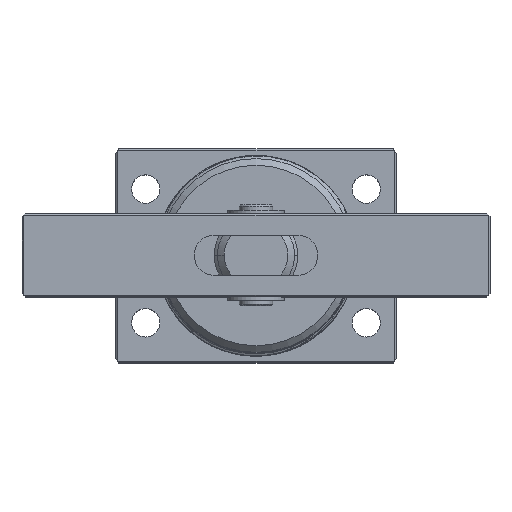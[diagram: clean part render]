
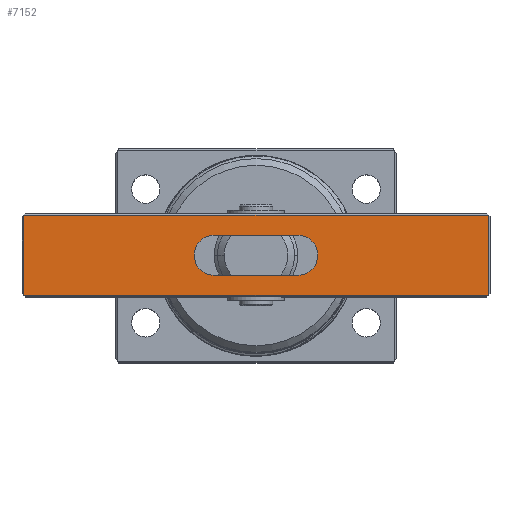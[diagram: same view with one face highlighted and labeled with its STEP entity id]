
A CAD part, top view. The second image highlights one B-rep face of the part: STEP entity #7152.
In plain terms, the highlighted planar face has unit normal (0, 0, 1).
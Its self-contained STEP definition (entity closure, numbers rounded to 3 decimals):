
#39 = VECTOR ( 'NONE', #5125, 1000. ) ;
#177 = CARTESIAN_POINT ( 'NONE',  ( -12.5, 0., 25. ) ) ;
#193 = ORIENTED_EDGE ( 'NONE', *, *, #6475, .T. ) ;
#279 = VERTEX_POINT ( 'NONE', #421 ) ;
#310 = CARTESIAN_POINT ( 'NONE',  ( -12.5, -6., 25. ) ) ;
#332 = LINE ( 'NONE', #10410, #39 ) ;
#421 = CARTESIAN_POINT ( 'NONE',  ( 12.5, -6., 25. ) ) ;
#614 = VERTEX_POINT ( 'NONE', #5480 ) ;
#774 = VECTOR ( 'NONE', #6494, 1000. ) ;
#813 = PLANE ( 'NONE',  #10401 ) ;
#873 = AXIS2_PLACEMENT_3D ( 'NONE', #4709, #10922, #5612 ) ;
#1084 = DIRECTION ( 'NONE',  ( 1., 0., 0. ) ) ;
#1145 = CARTESIAN_POINT ( 'NONE',  ( -12.5, 0., 25. ) ) ;
#1764 = VECTOR ( 'NONE', #7530, 1000. ) ;
#1776 = EDGE_CURVE ( 'NONE', #8761, #2542, #5096, .T. ) ;
#1823 = EDGE_LOOP ( 'NONE', ( #7622, #2379, #5757, #10529, #4606 ) ) ;
#1836 = EDGE_CURVE ( 'NONE', #2542, #614, #9792, .T. ) ;
#1888 = CIRCLE ( 'NONE', #873, 6. ) ;
#1916 = VECTOR ( 'NONE', #4089, 1000. ) ;
#1943 = EDGE_CURVE ( 'NONE', #5089, #10048, #4272, .T. ) ;
#2031 = DIRECTION ( 'NONE',  ( 1., 0., 0. ) ) ;
#2039 = CARTESIAN_POINT ( 'NONE',  ( 70., -12., 25. ) ) ;
#2379 = ORIENTED_EDGE ( 'NONE', *, *, #1836, .F. ) ;
#2542 = VERTEX_POINT ( 'NONE', #11247 ) ;
#2608 = DIRECTION ( 'NONE',  ( 1., 0., 0. ) ) ;
#2878 = CARTESIAN_POINT ( 'NONE',  ( 69.5, -12., 25. ) ) ;
#2971 = ORIENTED_EDGE ( 'NONE', *, *, #1943, .T. ) ;
#3208 = ORIENTED_EDGE ( 'NONE', *, *, #4143, .T. ) ;
#3210 = DIRECTION ( 'NONE',  ( -1., 0., 0. ) ) ;
#4089 = DIRECTION ( 'NONE',  ( 0., 1., 0. ) ) ;
#4143 = EDGE_CURVE ( 'NONE', #10518, #5089, #8280, .T. ) ;
#4272 = LINE ( 'NONE', #2039, #11359 ) ;
#4523 = FACE_OUTER_BOUND ( 'NONE', #9625, .T. ) ;
#4592 = VERTEX_POINT ( 'NONE', #6593 ) ;
#4606 = ORIENTED_EDGE ( 'NONE', *, *, #5226, .F. ) ;
#4619 = CARTESIAN_POINT ( 'NONE',  ( -12.5, 6., 25. ) ) ;
#4709 = CARTESIAN_POINT ( 'NONE',  ( 12.5, 0., 25. ) ) ;
#4900 = CARTESIAN_POINT ( 'NONE',  ( -69.5, -12.5, 25. ) ) ;
#5089 = VERTEX_POINT ( 'NONE', #9771 ) ;
#5096 = CIRCLE ( 'NONE', #6514, 6. ) ;
#5125 = DIRECTION ( 'NONE',  ( -1., 0., 0. ) ) ;
#5226 = EDGE_CURVE ( 'NONE', #279, #4592, #1888, .T. ) ;
#5389 = ORIENTED_EDGE ( 'NONE', *, *, #10512, .T. ) ;
#5480 = CARTESIAN_POINT ( 'NONE',  ( -12.5, -6., 25. ) ) ;
#5612 = DIRECTION ( 'NONE',  ( 1., 0., 0. ) ) ;
#5757 = ORIENTED_EDGE ( 'NONE', *, *, #1776, .F. ) ;
#6106 = CARTESIAN_POINT ( 'NONE',  ( 0., 0., 25. ) ) ;
#6377 = DIRECTION ( 'NONE',  ( 0., 0., 1. ) ) ;
#6475 = EDGE_CURVE ( 'NONE', #10048, #8766, #8985, .T. ) ;
#6494 = DIRECTION ( 'NONE',  ( 1., 0., 0. ) ) ;
#6514 = AXIS2_PLACEMENT_3D ( 'NONE', #1145, #7332, #2031 ) ;
#6593 = CARTESIAN_POINT ( 'NONE',  ( 12.5, 6., 25. ) ) ;
#6961 = EDGE_CURVE ( 'NONE', #4592, #8761, #8286, .T. ) ;
#7152 = ADVANCED_FACE ( 'NONE', ( #4523, #9536 ), #813, .T. ) ;
#7332 = DIRECTION ( 'NONE',  ( 0., 0., 1. ) ) ;
#7341 = DIRECTION ( 'NONE',  ( 1., 0., 0. ) ) ;
#7530 = DIRECTION ( 'NONE',  ( 0., -1., 0. ) ) ;
#7542 = LINE ( 'NONE', #310, #774 ) ;
#7566 = CARTESIAN_POINT ( 'NONE',  ( 69.5, 12.5, 25. ) ) ;
#7622 = ORIENTED_EDGE ( 'NONE', *, *, #9260, .F. ) ;
#7628 = CARTESIAN_POINT ( 'NONE',  ( -12.5, 6., 25. ) ) ;
#7910 = DIRECTION ( 'NONE',  ( 0., 0., 1. ) ) ;
#7993 = VECTOR ( 'NONE', #3210, 1000. ) ;
#8280 = LINE ( 'NONE', #4900, #1764 ) ;
#8286 = LINE ( 'NONE', #7628, #7993 ) ;
#8761 = VERTEX_POINT ( 'NONE', #4619 ) ;
#8766 = VERTEX_POINT ( 'NONE', #10838 ) ;
#8985 = LINE ( 'NONE', #7566, #1916 ) ;
#9260 = EDGE_CURVE ( 'NONE', #614, #279, #7542, .T. ) ;
#9536 = FACE_BOUND ( 'NONE', #1823, .T. ) ;
#9625 = EDGE_LOOP ( 'NONE', ( #2971, #193, #5389, #3208 ) ) ;
#9771 = CARTESIAN_POINT ( 'NONE',  ( -69.5, -12., 25. ) ) ;
#9792 = CIRCLE ( 'NONE', #10076, 6. ) ;
#10048 = VERTEX_POINT ( 'NONE', #2878 ) ;
#10076 = AXIS2_PLACEMENT_3D ( 'NONE', #177, #6377, #1084 ) ;
#10401 = AXIS2_PLACEMENT_3D ( 'NONE', #6106, #7910, #2608 ) ;
#10410 = CARTESIAN_POINT ( 'NONE',  ( -70., 12., 25. ) ) ;
#10512 = EDGE_CURVE ( 'NONE', #8766, #10518, #332, .T. ) ;
#10518 = VERTEX_POINT ( 'NONE', #11353 ) ;
#10529 = ORIENTED_EDGE ( 'NONE', *, *, #6961, .F. ) ;
#10838 = CARTESIAN_POINT ( 'NONE',  ( 69.5, 12., 25. ) ) ;
#10922 = DIRECTION ( 'NONE',  ( 0., 0., 1. ) ) ;
#11247 = CARTESIAN_POINT ( 'NONE',  ( -18.5, 0., 25. ) ) ;
#11353 = CARTESIAN_POINT ( 'NONE',  ( -69.5, 12., 25. ) ) ;
#11359 = VECTOR ( 'NONE', #7341, 1000. ) ;
